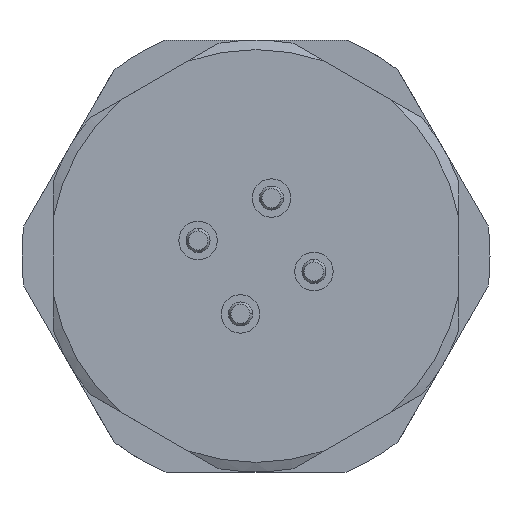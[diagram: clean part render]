
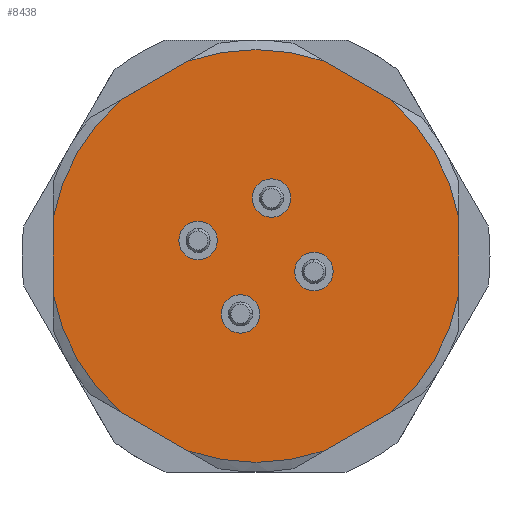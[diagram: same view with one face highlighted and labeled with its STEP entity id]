
A CAD part, front view. The second image highlights one B-rep face of the part: STEP entity #8438.
In plain terms, the highlighted planar face has unit normal (0, -1, 0).
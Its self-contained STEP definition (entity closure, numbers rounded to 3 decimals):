
#75=CARTESIAN_POINT('',(2.84,-10.017,-8.118));
#102=CARTESIAN_POINT('',(0.,-10.017,0.));
#103=DIRECTION('',(0.,1.,0.));
#104=DIRECTION('',(0.983,0.,-0.186));
#105=AXIS2_PLACEMENT_3D('',#102,#103,#104);
#107=DIRECTION('',(-0.866,0.,-0.5));
#108=VECTOR('',#107,3.198);
#109=CARTESIAN_POINT('',(5.61,-10.017,-6.518));
#110=LINE('',#109,#108);
#111=CARTESIAN_POINT('',(0.,-10.017,0.));
#112=DIRECTION('',(0.,1.,0.));
#113=DIRECTION('',(0.33,0.,-0.944));
#114=AXIS2_PLACEMENT_3D('',#111,#112,#113);
#116=DIRECTION('',(-0.866,0.,0.5));
#117=VECTOR('',#116,3.198);
#118=CARTESIAN_POINT('',(-2.84,-10.017,
-8.118));
#119=LINE('',#118,#117);
#120=CARTESIAN_POINT('',(0.,-10.017,0.));
#121=DIRECTION('',(0.,1.,0.));
#122=DIRECTION('',(-0.652,0.,-0.758));
#123=AXIS2_PLACEMENT_3D('',#120,#121,#122);
#125=DIRECTION('',(0.,0.,1.));
#126=VECTOR('',#125,3.198);
#127=CARTESIAN_POINT('',(-8.45,-10.017,-1.599));
#128=LINE('',#127,#126);
#129=CARTESIAN_POINT('',(0.,-10.017,0.));
#130=DIRECTION('',(0.,1.,0.));
#131=DIRECTION('',(-0.983,0.,0.186));
#132=AXIS2_PLACEMENT_3D('',#129,#130,#131);
#134=DIRECTION('',(0.866,0.,0.5));
#135=VECTOR('',#134,3.198);
#136=CARTESIAN_POINT('',(-5.61,-10.017,6.518));
#137=LINE('',#136,#135);
#138=CARTESIAN_POINT('',(0.,-10.017,0.));
#139=DIRECTION('',(0.,1.,0.));
#140=DIRECTION('',(-0.33,0.,0.944));
#141=AXIS2_PLACEMENT_3D('',#138,#139,#140);
#143=DIRECTION('',(0.866,0.,-0.5));
#144=VECTOR('',#143,3.198);
#145=CARTESIAN_POINT('',(2.84,-10.017,8.118));
#146=LINE('',#145,#144);
#147=CARTESIAN_POINT('',(0.,-10.017,0.));
#148=DIRECTION('',(0.,1.,0.));
#149=DIRECTION('',(0.652,0.,0.758));
#150=AXIS2_PLACEMENT_3D('',#147,#148,#149);
#152=DIRECTION('',(0.,0.,-1.));
#153=VECTOR('',#152,3.198);
#154=CARTESIAN_POINT('',(8.45,-10.017,1.599));
#155=LINE('',#154,#153);
#156=CARTESIAN_POINT('',(0.647,-10.017,2.415));
#157=DIRECTION('',(0.,-1.,0.));
#158=DIRECTION('',(-1.,0.,0.));
#159=AXIS2_PLACEMENT_3D('',#156,#157,#158);
#161=CARTESIAN_POINT('',(0.647,-10.017,2.415));
#162=DIRECTION('',(0.,-1.,0.));
#163=DIRECTION('',(1.,0.,0.));
#164=AXIS2_PLACEMENT_3D('',#161,#162,#163);
#166=CARTESIAN_POINT('',(-2.415,-10.017,
0.647));
#167=DIRECTION('',(0.,-1.,0.));
#168=DIRECTION('',(0.,0.,-1.));
#169=AXIS2_PLACEMENT_3D('',#166,#167,#168);
#171=CARTESIAN_POINT('',(-2.415,-10.017,
0.647));
#172=DIRECTION('',(0.,-1.,0.));
#173=DIRECTION('',(0.,0.,1.));
#174=AXIS2_PLACEMENT_3D('',#171,#172,#173);
#176=CARTESIAN_POINT('',(-0.647,-10.017,
-2.415));
#177=DIRECTION('',(0.,-1.,0.));
#178=DIRECTION('',(1.,0.,0.));
#179=AXIS2_PLACEMENT_3D('',#176,#177,#178);
#181=CARTESIAN_POINT('',(-0.647,-10.017,
-2.415));
#182=DIRECTION('',(0.,-1.,0.));
#183=DIRECTION('',(-1.,0.,0.));
#184=AXIS2_PLACEMENT_3D('',#181,#182,#183);
#186=CARTESIAN_POINT('',(2.415,-10.017,
-0.647));
#187=DIRECTION('',(0.,-1.,0.));
#188=DIRECTION('',(0.,0.,1.));
#189=AXIS2_PLACEMENT_3D('',#186,#187,#188);
#191=CARTESIAN_POINT('',(2.415,-10.017,
-0.647));
#192=DIRECTION('',(0.,-1.,0.));
#193=DIRECTION('',(0.,0.,-1.));
#194=AXIS2_PLACEMENT_3D('',#191,#192,#193);
#208=CARTESIAN_POINT('',(-2.84,-10.017,
-8.118));
#228=CARTESIAN_POINT('',(-8.45,-10.017,1.599));
#230=CARTESIAN_POINT('',(-8.45,-10.017,-1.599));
#340=CARTESIAN_POINT('',(-5.61,-10.017,6.518));
#370=CARTESIAN_POINT('',(8.45,-10.017,-1.599));
#372=CARTESIAN_POINT('',(8.45,-10.017,1.599));
#7151=VERTEX_POINT('',#75);
#7152=CARTESIAN_POINT('',(5.61,-10.017,
-6.518));
#7153=VERTEX_POINT('',#7152);
#7160=CARTESIAN_POINT('',(-2.84,-10.017,
8.118));
#7161=CARTESIAN_POINT('',(2.84,-10.017,8.118));
#7162=VERTEX_POINT('',#7160);
#7163=VERTEX_POINT('',#7161);
#7171=VERTEX_POINT('',#372);
#7172=CARTESIAN_POINT('',(5.61,-10.017,6.518));
#7173=VERTEX_POINT('',#7172);
#7180=VERTEX_POINT('',#340);
#7181=VERTEX_POINT('',#228);
#7186=VERTEX_POINT('',#230);
#7187=CARTESIAN_POINT('',(-5.61,-10.017,
-6.518));
#7188=VERTEX_POINT('',#7187);
#7189=VERTEX_POINT('',#208);
#7190=VERTEX_POINT('',#370);
#7191=CARTESIAN_POINT('',(-0.153,-10.017,
2.415));
#7192=CARTESIAN_POINT('',(1.447,-10.017,2.415));
#7193=VERTEX_POINT('',#7191);
#7194=VERTEX_POINT('',#7192);
#7195=CARTESIAN_POINT('',(-2.415,-10.017,
-0.153));
#7196=CARTESIAN_POINT('',(-2.415,-10.017,
1.447));
#7197=VERTEX_POINT('',#7195);
#7198=VERTEX_POINT('',#7196);
#7199=CARTESIAN_POINT('',(0.153,-10.017,
-2.415));
#7200=CARTESIAN_POINT('',(-1.447,-10.017,
-2.415));
#7201=VERTEX_POINT('',#7199);
#7202=VERTEX_POINT('',#7200);
#7203=CARTESIAN_POINT('',(2.415,-10.017,
0.153));
#7204=CARTESIAN_POINT('',(2.415,-10.017,
-1.447));
#7205=VERTEX_POINT('',#7203);
#7206=VERTEX_POINT('',#7204);
#8385=CARTESIAN_POINT('',(-3.875,-10.017,6.712));
#8386=DIRECTION('',(0.,-1.,0.));
#8387=DIRECTION('',(-0.5,0.,0.866));
#8388=AXIS2_PLACEMENT_3D('',#8385,#8386,#8387);
#8389=PLANE('',#8388);
#8390=ORIENTED_EDGE('',*,*,#8375,.T.);
#8391=ORIENTED_EDGE('',*,*,#8345,.T.);
#8393=ORIENTED_EDGE('',*,*,#8392,.T.);
#8395=ORIENTED_EDGE('',*,*,#8394,.T.);
#8397=ORIENTED_EDGE('',*,*,#8396,.T.);
#8399=ORIENTED_EDGE('',*,*,#8398,.T.);
#8401=ORIENTED_EDGE('',*,*,#8400,.T.);
#8403=ORIENTED_EDGE('',*,*,#8402,.T.);
#8405=ORIENTED_EDGE('',*,*,#8404,.T.);
#8407=ORIENTED_EDGE('',*,*,#8406,.T.);
#8409=ORIENTED_EDGE('',*,*,#8408,.T.);
#8411=ORIENTED_EDGE('',*,*,#8410,.T.);
#8412=EDGE_LOOP('',(#8390,#8391,#8393,#8395,#8397,#8399,#8401,#8403,#8405,#8407,
#8409,#8411));
#8413=FACE_OUTER_BOUND('',#8412,.F.);
#8415=ORIENTED_EDGE('',*,*,#8414,.T.);
#8417=ORIENTED_EDGE('',*,*,#8416,.T.);
#8418=EDGE_LOOP('',(#8415,#8417));
#8419=FACE_BOUND('',#8418,.F.);
#8421=ORIENTED_EDGE('',*,*,#8420,.T.);
#8423=ORIENTED_EDGE('',*,*,#8422,.T.);
#8424=EDGE_LOOP('',(#8421,#8423));
#8425=FACE_BOUND('',#8424,.F.);
#8427=ORIENTED_EDGE('',*,*,#8426,.T.);
#8429=ORIENTED_EDGE('',*,*,#8428,.T.);
#8430=EDGE_LOOP('',(#8427,#8429));
#8431=FACE_BOUND('',#8430,.F.);
#8433=ORIENTED_EDGE('',*,*,#8432,.T.);
#8435=ORIENTED_EDGE('',*,*,#8434,.T.);
#8436=EDGE_LOOP('',(#8433,#8435));
#8437=FACE_BOUND('',#8436,.F.);
#8438=ADVANCED_FACE('',(#8413,#8419,#8425,#8431,#8437),#8389,.T.);
#106=CIRCLE('',#105,8.6);
#115=CIRCLE('',#114,8.6);
#124=CIRCLE('',#123,8.6);
#133=CIRCLE('',#132,8.6);
#142=CIRCLE('',#141,8.6);
#151=CIRCLE('',#150,8.6);
#160=CIRCLE('',#159,0.8);
#165=CIRCLE('',#164,0.8);
#170=CIRCLE('',#169,0.8);
#175=CIRCLE('',#174,0.8);
#180=CIRCLE('',#179,0.8);
#185=CIRCLE('',#184,0.8);
#190=CIRCLE('',#189,0.8);
#195=CIRCLE('',#194,0.8);
#8345=EDGE_CURVE('',#7153,#7151,#110,.T.);
#8375=EDGE_CURVE('',#7190,#7153,#106,.T.);
#8392=EDGE_CURVE('',#7151,#7189,#115,.T.);
#8394=EDGE_CURVE('',#7189,#7188,#119,.T.);
#8396=EDGE_CURVE('',#7188,#7186,#124,.T.);
#8398=EDGE_CURVE('',#7186,#7181,#128,.T.);
#8400=EDGE_CURVE('',#7181,#7180,#133,.T.);
#8402=EDGE_CURVE('',#7180,#7162,#137,.T.);
#8404=EDGE_CURVE('',#7162,#7163,#142,.T.);
#8406=EDGE_CURVE('',#7163,#7173,#146,.T.);
#8408=EDGE_CURVE('',#7173,#7171,#151,.T.);
#8410=EDGE_CURVE('',#7171,#7190,#155,.T.);
#8414=EDGE_CURVE('',#7193,#7194,#160,.T.);
#8416=EDGE_CURVE('',#7194,#7193,#165,.T.);
#8420=EDGE_CURVE('',#7197,#7198,#170,.T.);
#8422=EDGE_CURVE('',#7198,#7197,#175,.T.);
#8426=EDGE_CURVE('',#7201,#7202,#180,.T.);
#8428=EDGE_CURVE('',#7202,#7201,#185,.T.);
#8432=EDGE_CURVE('',#7205,#7206,#190,.T.);
#8434=EDGE_CURVE('',#7206,#7205,#195,.T.);
